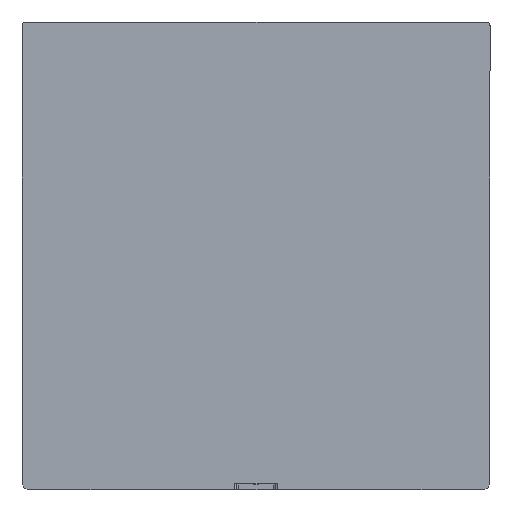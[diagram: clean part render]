
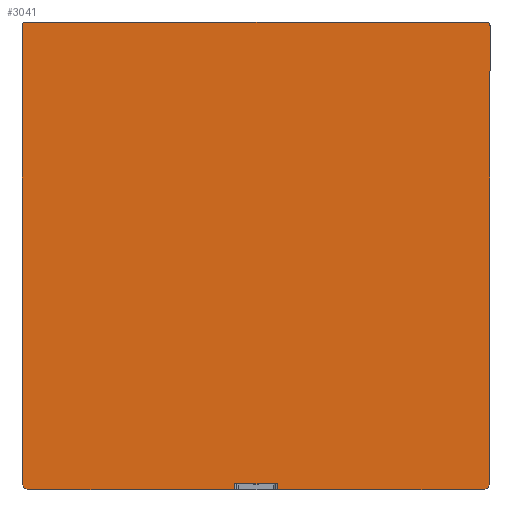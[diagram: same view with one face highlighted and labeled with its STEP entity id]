
A CAD part, front view. The second image highlights one B-rep face of the part: STEP entity #3041.
In plain terms, the highlighted face is planar.
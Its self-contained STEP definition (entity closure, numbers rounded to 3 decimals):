
#1126=CARTESIAN_POINT(' ',(0.,5.526,12.55));
#1127=VERTEX_POINT(' ',#1126);
#1356=CARTESIAN_POINT(' ',(0.,-5.526,12.55));
#1357=VERTEX_POINT(' ',#1356);
#1371=CARTESIAN_POINT(' ',(0.,-58.551,12.55));
#1376=DIRECTION(' ',(0.,1.,0.));
#1381=VECTOR(' ',#1376,1.);
#1386=LINE('',#1371,#1381);
#1391=CARTESIAN_POINT(' ',(0.,-58.551,12.55));
#1392=VERTEX_POINT(' ',#1391);
#1396=EDGE_CURVE(' ',#1392,#1357,#1386,.T.);
#1496=CARTESIAN_POINT(' ',(0.,58.551,12.55));
#1497=VERTEX_POINT(' ',#1496);
#1511=CARTESIAN_POINT(' ',(0.,5.526,12.55));
#1516=DIRECTION(' ',(0.,1.,0.));
#1521=VECTOR(' ',#1516,1.);
#1526=LINE('',#1511,#1521);
#1531=EDGE_CURVE(' ',#1127,#1497,#1526,.T.);
#1791=CARTESIAN_POINT(' ',(0.,5.526,10.974));
#1796=DIRECTION(' ',(0.,0.,1.));
#1801=VECTOR(' ',#1796,1.);
#1806=LINE('',#1791,#1801);
#1811=CARTESIAN_POINT(' ',(0.,5.526,10.974));
#1812=VERTEX_POINT(' ',#1811);
#1816=EDGE_CURVE(' ',#1812,#1127,#1806,.T.);
#2631=CARTESIAN_POINT(' ',(0.,-5.526,10.974));
#2632=VERTEX_POINT(' ',#2631);
#2646=CARTESIAN_POINT(' ',(0.,-5.526,12.55));
#2651=DIRECTION(' ',(0.,0.,-1.));
#2656=VECTOR(' ',#2651,1.);
#2661=LINE('',#2646,#2656);
#2666=EDGE_CURVE(' ',#1357,#2632,#2661,.T.);
#2696=DIRECTION(' ',(-1.,0.,0.));
#2701=CARTESIAN_POINT(' ',(0.,-60.55,-108.55));
#2706=DIRECTION(' ',(0.,0.,1.));
#2711=AXIS2_PLACEMENT_3D(' ',#2701,#2696,#2706);
#2716=PLANE('',#2711);
#2721=ORIENTED_EDGE(' ',*,*,#2666,.T.);
#2726=CARTESIAN_POINT(' ',(0.,-5.526,10.974));
#2731=DIRECTION(' ',(0.,1.,0.));
#2736=VECTOR(' ',#2731,1.);
#2741=LINE('',#2726,#2736);
#2746=EDGE_CURVE(' ',#2632,#1812,#2741,.T.);
#2751=ORIENTED_EDGE(' ',*,*,#2746,.T.);
#2756=ORIENTED_EDGE(' ',*,*,#1816,.T.);
#2761=ORIENTED_EDGE(' ',*,*,#1531,.T.);
#2766=CARTESIAN_POINT(' ',(0.,58.551,10.551));
#2771=DIRECTION(' ',(1.,0.,0.));
#2776=DIRECTION(' ',(0.,1.,0.));
#2781=AXIS2_PLACEMENT_3D(' ',#2766,#2771,#2776);
#2786=CIRCLE('',#2781,1.999);
#2791=CARTESIAN_POINT(' ',(0.,60.55,10.551));
#2792=VERTEX_POINT(' ',#2791);
#2796=EDGE_CURVE(' ',#2792,#1497,#2786,.T.);
#2801=ORIENTED_EDGE(' ',*,*,#2796,.F.);
#2806=CARTESIAN_POINT(' ',(0.,60.55,10.551));
#2811=DIRECTION(' ',(0.,0.,-1.));
#2816=VECTOR(' ',#2811,1.);
#2821=LINE('',#2806,#2816);
#2826=CARTESIAN_POINT(' ',(0.,60.55,-107.55));
#2827=VERTEX_POINT(' ',#2826);
#2831=EDGE_CURVE(' ',#2792,#2827,#2821,.T.);
#2836=ORIENTED_EDGE(' ',*,*,#2831,.T.);
#2841=CARTESIAN_POINT(' ',(0.,59.55,-107.55));
#2846=DIRECTION(' ',(1.,0.,0.));
#2851=DIRECTION(' ',(0.,0.,-1.));
#2856=AXIS2_PLACEMENT_3D(' ',#2841,#2846,#2851);
#2861=CIRCLE('',#2856,1.);
#2866=CARTESIAN_POINT(' ',(0.,59.55,-108.55));
#2867=VERTEX_POINT(' ',#2866);
#2871=EDGE_CURVE(' ',#2867,#2827,#2861,.T.);
#2876=ORIENTED_EDGE(' ',*,*,#2871,.F.);
#2881=CARTESIAN_POINT(' ',(0.,59.55,-108.55));
#2886=DIRECTION(' ',(0.,-1.,0.));
#2891=VECTOR(' ',#2886,1.);
#2896=LINE('',#2881,#2891);
#2901=CARTESIAN_POINT(' ',(0.,-59.55,-108.55));
#2902=VERTEX_POINT(' ',#2901);
#2906=EDGE_CURVE(' ',#2867,#2902,#2896,.T.);
#2911=ORIENTED_EDGE(' ',*,*,#2906,.T.);
#2916=CARTESIAN_POINT(' ',(0.,-59.55,-107.55));
#2921=DIRECTION(' ',(1.,0.,0.));
#2926=DIRECTION(' ',(0.,-1.,0.));
#2931=AXIS2_PLACEMENT_3D(' ',#2916,#2921,#2926);
#2936=CIRCLE('',#2931,1.);
#2941=CARTESIAN_POINT(' ',(0.,-60.55,-107.55));
#2942=VERTEX_POINT(' ',#2941);
#2946=EDGE_CURVE(' ',#2942,#2902,#2936,.T.);
#2951=ORIENTED_EDGE(' ',*,*,#2946,.F.);
#2956=CARTESIAN_POINT(' ',(0.,-60.55,10.551));
#2961=DIRECTION(' ',(0.,0.,-1.));
#2966=VECTOR(' ',#2961,1.);
#2971=LINE('',#2956,#2966);
#2976=CARTESIAN_POINT(' ',(0.,-60.55,10.551));
#2977=VERTEX_POINT(' ',#2976);
#2981=EDGE_CURVE(' ',#2977,#2942,#2971,.T.);
#2986=ORIENTED_EDGE(' ',*,*,#2981,.F.);
#2991=CARTESIAN_POINT(' ',(0.,-58.551,10.551));
#2996=DIRECTION(' ',(1.,0.,0.));
#3001=DIRECTION(' ',(0.,0.,1.));
#3006=AXIS2_PLACEMENT_3D(' ',#2991,#2996,#3001);
#3011=CIRCLE('',#3006,1.999);
#3016=EDGE_CURVE(' ',#1392,#2977,#3011,.T.);
#3021=ORIENTED_EDGE(' ',*,*,#3016,.F.);
#3026=ORIENTED_EDGE(' ',*,*,#1396,.T.);
#3031=EDGE_LOOP(' ',(#2721,#2751,#2756,#2761,#2801,#2836,#2876,#2911,#2951,#2986,#3021,#3026));
#3036=FACE_OUTER_BOUND(' ',#3031,.T.);
#3041=ADVANCED_FACE('',(#3036),#2716,.T.);
